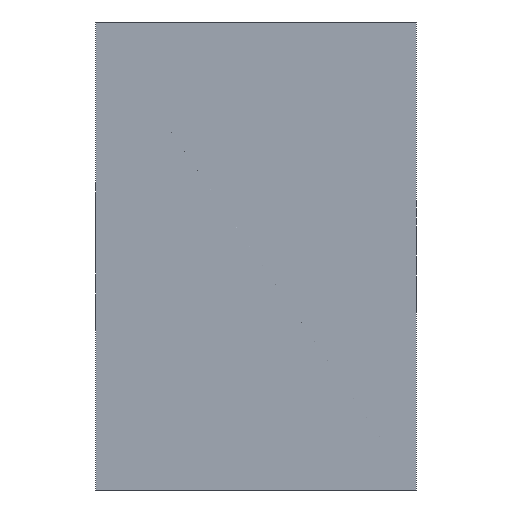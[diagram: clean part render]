
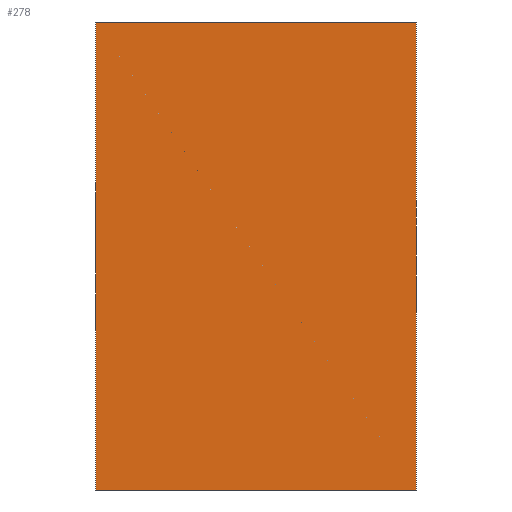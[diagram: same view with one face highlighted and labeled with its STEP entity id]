
A CAD part, left-side view. The second image highlights one B-rep face of the part: STEP entity #278.
In plain terms, the highlighted planar face has unit normal (-1, 0, 0).
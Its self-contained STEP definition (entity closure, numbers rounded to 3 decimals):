
#27=PLANE('',#322);
#43=FACE_OUTER_BOUND('',#63,.T.);
#63=EDGE_LOOP('',(#244,#245,#246,#247));
#76=LINE('',#453,#98);
#82=LINE('',#466,#104);
#85=LINE('',#476,#107);
#88=LINE('',#482,#110);
#98=VECTOR('',#371,10.);
#104=VECTOR('',#383,10.);
#107=VECTOR('',#394,10.);
#110=VECTOR('',#403,10.);
#141=VERTEX_POINT('',#450);
#142=VERTEX_POINT('',#452);
#146=VERTEX_POINT('',#464);
#149=VERTEX_POINT('',#474);
#169=EDGE_CURVE('',#141,#142,#76,.T.);
#176=EDGE_CURVE('',#146,#141,#82,.T.);
#181=EDGE_CURVE('',#146,#149,#85,.T.);
#184=EDGE_CURVE('',#142,#149,#88,.T.);
#244=ORIENTED_EDGE('',*,*,#176,.F.);
#245=ORIENTED_EDGE('',*,*,#181,.T.);
#246=ORIENTED_EDGE('',*,*,#184,.F.);
#247=ORIENTED_EDGE('',*,*,#169,.F.);
#278=ADVANCED_FACE('',(#43),#27,.T.);
#322=AXIS2_PLACEMENT_3D('',#481,#401,#402);
#371=DIRECTION('',(0.,1.,0.));
#383=DIRECTION('',(0.,0.,-1.));
#394=DIRECTION('',(0.,1.,0.));
#401=DIRECTION('center_axis',(-1.,0.,0.));
#402=DIRECTION('ref_axis',(0.,0.,1.));
#403=DIRECTION('',(0.,0.,1.));
#450=CARTESIAN_POINT('',(0.,0.,0.));
#452=CARTESIAN_POINT('',(0.,26.,0.));
#453=CARTESIAN_POINT('',(0.,0.,0.));
#464=CARTESIAN_POINT('',(0.,0.,38.));
#466=CARTESIAN_POINT('',(0.,0.,38.));
#474=CARTESIAN_POINT('',(0.,26.,38.));
#476=CARTESIAN_POINT('',(0.,0.,38.));
#481=CARTESIAN_POINT('Origin',(0.,0.,0.));
#482=CARTESIAN_POINT('',(0.,26.,38.));
